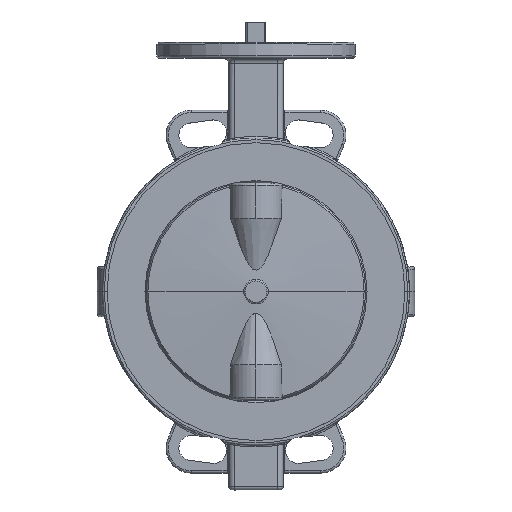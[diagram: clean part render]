
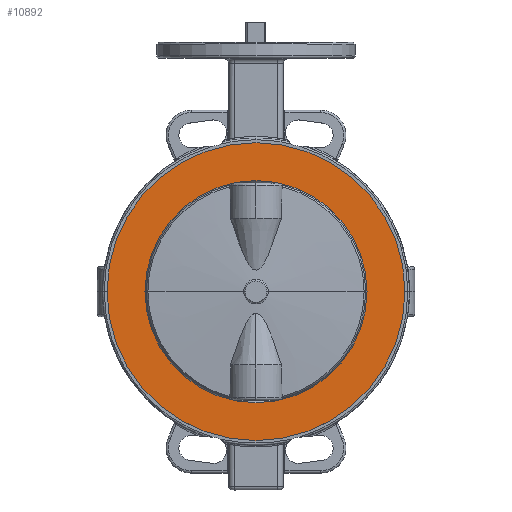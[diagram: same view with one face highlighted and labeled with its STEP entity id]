
A CAD part, top view. The second image highlights one B-rep face of the part: STEP entity #10892.
In plain terms, the highlighted planar face has unit normal (0, 0, 1).
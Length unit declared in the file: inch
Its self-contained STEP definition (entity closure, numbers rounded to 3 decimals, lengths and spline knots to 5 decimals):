
#326 = CIRCLE ( 'NONE', #11419, 5.17717 ) ;
#804 = CARTESIAN_POINT ( 'NONE',  ( 6.36484, 4.63152, 7.55501 ) ) ;
#1744 = DIRECTION ( 'NONE',  ( 0., 0., -1. ) ) ;
#2055 = DIRECTION ( 'NONE',  ( 0., 1., 0. ) ) ;
#2563 = ORIENTED_EDGE ( 'NONE', *, *, #16263, .F. ) ;
#2915 = VERTEX_POINT ( 'NONE', #9552 ) ;
#3209 = DIRECTION ( 'NONE',  ( 0., 1., 0. ) ) ;
#3273 = ORIENTED_EDGE ( 'NONE', *, *, #5068, .T. ) ;
#4209 = EDGE_CURVE ( 'NONE', #2915, #10850, #5008, .T. ) ;
#4326 = DIRECTION ( 'NONE',  ( 0., 0., -1. ) ) ;
#4817 = AXIS2_PLACEMENT_3D ( 'NONE', #16595, #10384, #8510 ) ;
#5008 = CIRCLE ( 'NONE', #20019, 3.85827 ) ;
#5068 = EDGE_CURVE ( 'NONE', #10850, #2915, #26374, .T. ) ;
#7866 = CARTESIAN_POINT ( 'NONE',  ( 6.36484, 13.66695, 7.55501 ) ) ;
#8266 = VERTEX_POINT ( 'NONE', #16815 ) ;
#8337 = AXIS2_PLACEMENT_3D ( 'NONE', #13528, #1744, #26056 ) ;
#8510 = DIRECTION ( 'NONE',  ( 0., 1., 0. ) ) ;
#9086 = ORIENTED_EDGE ( 'NONE', *, *, #4209, .T. ) ;
#9219 = VERTEX_POINT ( 'NONE', #804 ) ;
#9552 = CARTESIAN_POINT ( 'NONE',  ( 6.36484, 5.95042, 7.55501 ) ) ;
#10001 = FACE_OUTER_BOUND ( 'NONE', #12249, .T. ) ;
#10384 = DIRECTION ( 'NONE',  ( 0., 0., -1. ) ) ;
#10581 = CARTESIAN_POINT ( 'NONE',  ( 6.36484, 9.80868, 7.55501 ) ) ;
#10850 = VERTEX_POINT ( 'NONE', #7866 ) ;
#10892 = ADVANCED_FACE ( 'NONE', ( #10001, #18204 ), #26403, .F. ) ;
#11419 = AXIS2_PLACEMENT_3D ( 'NONE', #10581, #4326, #2055 ) ;
#12249 = EDGE_LOOP ( 'NONE', ( #2563, #13180 ) ) ;
#12846 = DIRECTION ( 'NONE',  ( 0., 0., -1. ) ) ;
#12910 = AXIS2_PLACEMENT_3D ( 'NONE', #20160, #22933, #20688 ) ;
#13180 = ORIENTED_EDGE ( 'NONE', *, *, #21903, .F. ) ;
#13528 = CARTESIAN_POINT ( 'NONE',  ( 6.36484, 9.80868, 7.55501 ) ) ;
#14769 = EDGE_LOOP ( 'NONE', ( #9086, #3273 ) ) ;
#16263 = EDGE_CURVE ( 'NONE', #9219, #8266, #23216, .T. ) ;
#16595 = CARTESIAN_POINT ( 'NONE',  ( 6.36484, 9.80868, 7.55501 ) ) ;
#16815 = CARTESIAN_POINT ( 'NONE',  ( 6.36484, 14.98585, 7.55501 ) ) ;
#17171 = CARTESIAN_POINT ( 'NONE',  ( 6.36484, 9.80868, 7.55501 ) ) ;
#18204 = FACE_BOUND ( 'NONE', #14769, .T. ) ;
#20019 = AXIS2_PLACEMENT_3D ( 'NONE', #17171, #12846, #3209 ) ;
#20160 = CARTESIAN_POINT ( 'NONE',  ( 6.36484, 9.80868, 7.55501 ) ) ;
#20688 = DIRECTION ( 'NONE',  ( 0., 1., 0. ) ) ;
#21903 = EDGE_CURVE ( 'NONE', #8266, #9219, #326, .T. ) ;
#22933 = DIRECTION ( 'NONE',  ( 0., 0., -1. ) ) ;
#23216 = CIRCLE ( 'NONE', #12910, 5.17717 ) ;
#26056 = DIRECTION ( 'NONE',  ( 0., 1., 0. ) ) ;
#26374 = CIRCLE ( 'NONE', #8337, 3.85827 ) ;
#26403 = PLANE ( 'NONE',  #4817 ) ;
